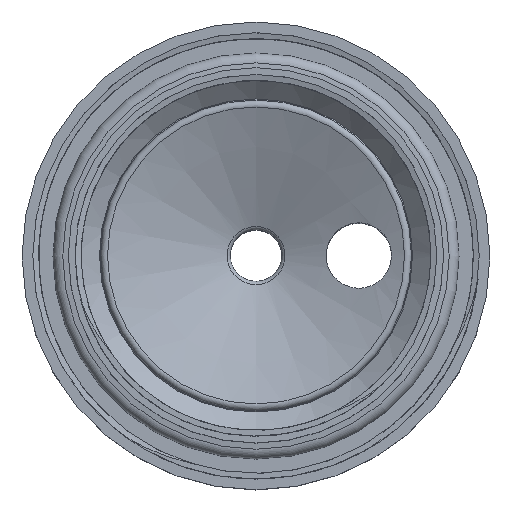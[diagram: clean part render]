
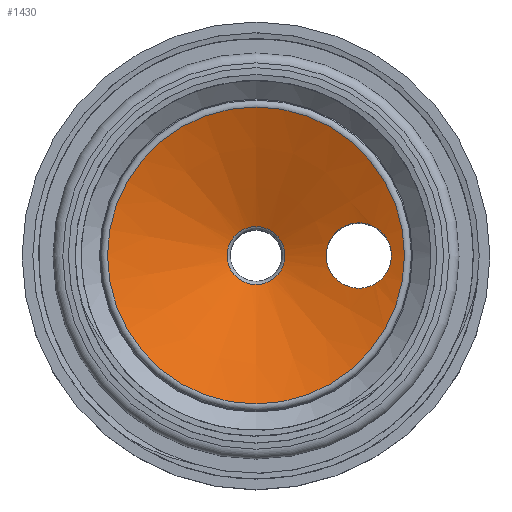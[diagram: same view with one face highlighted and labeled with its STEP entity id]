
A CAD part, top view. The second image highlights one B-rep face of the part: STEP entity #1430.
In plain terms, the highlighted conical face has half-angle 68.305 degrees and reference radius 17.255 mm.
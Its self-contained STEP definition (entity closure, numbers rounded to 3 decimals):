
#15=CONICAL_SURFACE('',#1561,17.255,1.192);
#46=FACE_BOUND('',#517,.T.);
#87=CIRCLE('',#1558,5.63);
#88=CIRCLE('',#1559,5.63);
#90=CIRCLE('',#1562,28.879);
#91=CIRCLE('',#1563,28.879);
#204=LINE('',#9857,#288);
#288=VECTOR('',#1885,17.255);
#414=FACE_OUTER_BOUND('',#516,.T.);
#516=EDGE_LOOP('',(#1278,#1279,#1280,#1281,#1282,#1283));
#517=EDGE_LOOP('',(#1284,#1285));
#594=B_SPLINE_CURVE_WITH_KNOTS('',3,(#9776,#9777,#9778,#9779,#9780,#9781,
#9782,#9783,#9784,#9785),.UNSPECIFIED.,.F.,.F.,(4,2,2,2,4),(0.,0.206,
0.412,0.599,0.785),.UNSPECIFIED.);
#595=B_SPLINE_CURVE_WITH_KNOTS('',3,(#9786,#9787,#9788,#9789,#9790,#9791,
#9792,#9793,#9794,#9795,#9796,#9797,#9798,#9799,#9800,#9801,#9802,#9803,
#9804,#9805,#9806,#9807,#9808,#9809,#9810,#9811),.UNSPECIFIED.,.F.,.F.,
(4,2,2,2,2,2,2,2,2,2,2,2,4),(0.785,0.972,1.159,
1.365,1.571,1.879,2.187,2.483,
2.778,3.074,3.37,3.678,3.986),
 .UNSPECIFIED.);
#696=VERTEX_POINT('',#9773);
#697=VERTEX_POINT('',#9775);
#710=VERTEX_POINT('',#9850);
#711=VERTEX_POINT('',#9851);
#712=VERTEX_POINT('',#9856);
#713=VERTEX_POINT('',#9858);
#885=EDGE_CURVE('',#697,#696,#594,.T.);
#886=EDGE_CURVE('',#696,#697,#595,.T.);
#904=EDGE_CURVE('',#710,#711,#87,.T.);
#905=EDGE_CURVE('',#711,#710,#88,.T.);
#907=EDGE_CURVE('',#710,#712,#204,.T.);
#908=EDGE_CURVE('',#713,#712,#90,.T.);
#909=EDGE_CURVE('',#712,#713,#91,.T.);
#1278=ORIENTED_EDGE('',*,*,#904,.T.);
#1279=ORIENTED_EDGE('',*,*,#905,.T.);
#1280=ORIENTED_EDGE('',*,*,#907,.T.);
#1281=ORIENTED_EDGE('',*,*,#908,.F.);
#1282=ORIENTED_EDGE('',*,*,#909,.F.);
#1283=ORIENTED_EDGE('',*,*,#907,.F.);
#1284=ORIENTED_EDGE('',*,*,#885,.T.);
#1285=ORIENTED_EDGE('',*,*,#886,.T.);
#1430=ADVANCED_FACE('',(#414,#46),#15,.F.);
#1558=AXIS2_PLACEMENT_3D('',#9852,#1877,#1878);
#1559=AXIS2_PLACEMENT_3D('',#9853,#1879,#1880);
#1561=AXIS2_PLACEMENT_3D('',#9855,#1883,#1884);
#1562=AXIS2_PLACEMENT_3D('',#9859,#1886,#1887);
#1563=AXIS2_PLACEMENT_3D('',#9860,#1888,#1889);
#1877=DIRECTION('center_axis',(0.,0.,-1.));
#1878=DIRECTION('ref_axis',(1.,0.,0.));
#1879=DIRECTION('center_axis',(0.,0.,-1.));
#1880=DIRECTION('ref_axis',(1.,0.,0.));
#1883=DIRECTION('center_axis',(0.,0.,1.));
#1884=DIRECTION('ref_axis',(0.,1.,0.));
#1885=DIRECTION('',(0.,-0.929,0.37));
#1886=DIRECTION('center_axis',(0.,0.,-1.));
#1887=DIRECTION('ref_axis',(1.,0.,0.));
#1888=DIRECTION('center_axis',(0.,0.,-1.));
#1889=DIRECTION('ref_axis',(1.,0.,0.));
#9773=CARTESIAN_POINT('',(13.65,0.,62.12));
#9775=CARTESIAN_POINT('',(17.984,-6.021,64.234));
#9776=CARTESIAN_POINT('Ctrl Pts',(17.984,-6.021,64.234));
#9777=CARTESIAN_POINT('Ctrl Pts',(17.379,-5.819,63.981));
#9778=CARTESIAN_POINT('Ctrl Pts',(16.758,-5.503,63.706));
#9779=CARTESIAN_POINT('Ctrl Pts',(15.649,-4.676,63.186));
#9780=CARTESIAN_POINT('Ctrl Pts',(15.161,-4.164,62.942));
#9781=CARTESIAN_POINT('Ctrl Pts',(14.445,-3.134,62.568));
#9782=CARTESIAN_POINT('Ctrl Pts',(14.146,-2.546,62.403));
#9783=CARTESIAN_POINT('Ctrl Pts',(13.748,-1.291,62.178));
#9784=CARTESIAN_POINT('Ctrl Pts',(13.65,-0.623,62.12));
#9785=CARTESIAN_POINT('Ctrl Pts',(13.65,0.,
62.12));
#9786=CARTESIAN_POINT('Ctrl Pts',(13.65,0.,
62.12));
#9787=CARTESIAN_POINT('Ctrl Pts',(13.65,0.623,62.12));
#9788=CARTESIAN_POINT('Ctrl Pts',(13.748,1.291,62.178));
#9789=CARTESIAN_POINT('Ctrl Pts',(14.146,2.546,62.403));
#9790=CARTESIAN_POINT('Ctrl Pts',(14.445,3.134,62.568));
#9791=CARTESIAN_POINT('Ctrl Pts',(15.161,4.164,62.942));
#9792=CARTESIAN_POINT('Ctrl Pts',(15.649,4.676,63.186));
#9793=CARTESIAN_POINT('Ctrl Pts',(16.758,5.503,63.706));
#9794=CARTESIAN_POINT('Ctrl Pts',(17.379,5.819,63.981));
#9795=CARTESIAN_POINT('Ctrl Pts',(18.889,6.324,64.614));
#9796=CARTESIAN_POINT('Ctrl Pts',(19.92,6.43,65.015));
#9797=CARTESIAN_POINT('Ctrl Pts',(21.928,6.135,65.746));
#9798=CARTESIAN_POINT('Ctrl Pts',(22.904,5.734,66.078));
#9799=CARTESIAN_POINT('Ctrl Pts',(24.482,4.598,66.596));
#9800=CARTESIAN_POINT('Ctrl Pts',(25.174,3.819,66.812));
#9801=CARTESIAN_POINT('Ctrl Pts',(26.108,2.013,67.1));
#9802=CARTESIAN_POINT('Ctrl Pts',(26.35,0.985,67.173));
#9803=CARTESIAN_POINT('Ctrl Pts',(26.35,-0.985,67.173));
#9804=CARTESIAN_POINT('Ctrl Pts',(26.108,-2.013,67.1));
#9805=CARTESIAN_POINT('Ctrl Pts',(25.174,-3.819,66.812));
#9806=CARTESIAN_POINT('Ctrl Pts',(24.482,-4.598,66.596));
#9807=CARTESIAN_POINT('Ctrl Pts',(22.904,-5.734,66.078));
#9808=CARTESIAN_POINT('Ctrl Pts',(21.928,-6.135,65.746));
#9809=CARTESIAN_POINT('Ctrl Pts',(19.92,-6.43,65.015));
#9810=CARTESIAN_POINT('Ctrl Pts',(18.889,-6.324,64.614));
#9811=CARTESIAN_POINT('Ctrl Pts',(17.984,-6.021,64.234));
#9850=CARTESIAN_POINT('',(0.,-5.63,58.929));
#9851=CARTESIAN_POINT('',(5.63,0.,58.929));
#9852=CARTESIAN_POINT('Origin',(0.,0.,58.929));
#9853=CARTESIAN_POINT('Origin',(0.,0.,58.929));
#9855=CARTESIAN_POINT('Origin',(0.,0.,63.554));
#9856=CARTESIAN_POINT('',(0.,-28.879,68.179));
#9857=CARTESIAN_POINT('',(0.,-17.255,63.554));
#9858=CARTESIAN_POINT('',(28.879,0.,68.179));
#9859=CARTESIAN_POINT('Origin',(0.,0.,68.179));
#9860=CARTESIAN_POINT('Origin',(0.,0.,68.179));
